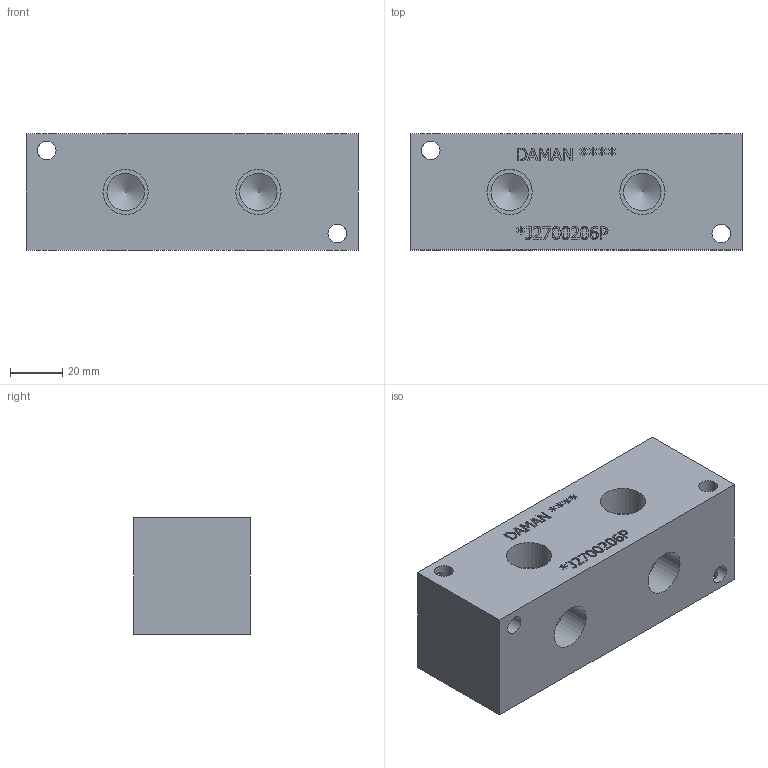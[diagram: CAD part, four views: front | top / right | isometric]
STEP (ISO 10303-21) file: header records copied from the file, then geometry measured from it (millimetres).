
FILE_DESCRIPTION(/* description */ (''),/* implementation_level */ '2;1');
FILE_NAME(/* name */ '_J2700206P.stp',/* time_stamp */ '2020-08-25T08:14:00-04:00',/* author */ ('alexanderw'),/* organization */ (''),/* preprocessor_version */ 'ST-DEVELOPER v17',/* originating_system */ 'Autodesk Inventor 2019',/* authorisation */ '');
FILE_SCHEMA (('AUTOMOTIVE_DESIGN { 1 0 10303 214 3 1 1 }'));
Length unit declared in the file: millimetre
Products named in the file (1): Part_+J2700206P_3D
Bounding box: 127 x 44.45 x 44.45 mm (x, y, z)
Volume: 225918.9 mm3; surface area: 34290.1 mm2
Topology: 1 solids, 1 shells, 340 faces, 931 edges, 622 vertices
Faces by surface type: plane 216, bspline 98, cylinder 20, cone 6
Full cylindrical faces by diameter (mm): 7.137 x8, 14.3 x6, 17.297 x6
Entity records: 11525 total; most frequent: CARTESIAN_POINT 3162, ORIENTED_EDGE 1850, DIRECTION 1277, EDGE_CURVE 925, LINE 667, VECTOR 667, VERTEX_POINT 622, EDGE_LOOP 387
